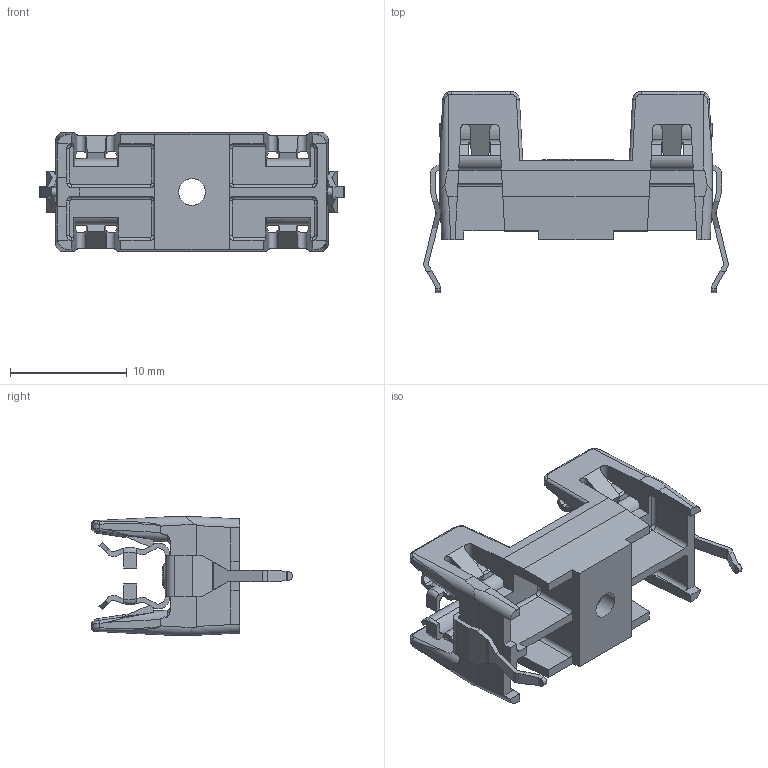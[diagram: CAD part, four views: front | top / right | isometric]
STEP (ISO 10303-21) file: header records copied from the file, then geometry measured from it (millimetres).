
FILE_DESCRIPTION(/* description */ (''),/* implementation_level */ '2;1');
FILE_NAME(/* name */ '05200101Z.stp',/* time_stamp */ '2018-01-09T15:52:44-06:00',/* author */ ('lmartinez4'),/* organization */ (''),/* preprocessor_version */ 'ST-DEVELOPER v16.5',/* originating_system */ 'Autodesk Inventor 2017',/* authorisation */ '');
FILE_SCHEMA (('AUTOMOTIVE_DESIGN { 1 0 10303 214 3 1 1 }'));
Length unit declared in the file: inch
Products named in the file (4): 05200101Z; 520101; Part1; 111509_MIR
Assembly tree (3 placements, depth 2):
  05200101Z
    520101
    Part1
    111509_MIR
Bounding box: 26.12 x 17.22 x 10.16 mm (x, y, z)
Volume: 941.6 mm3; surface area: 2086.9 mm2
Topology: 3 solids, 3 shells, 780 faces, 2173 edges, 1407 vertices
Faces by surface type: plane 400, bspline 199, cylinder 171, torus 10
Full cylindrical faces by diameter (mm): 2.222 x2, 2.286 x1, 2.565 x2, 4.826 x1
Entity records: 26697 total; most frequent: CARTESIAN_POINT 7153, ORIENTED_EDGE 4316, DIRECTION 3577, EDGE_CURVE 2158, VERTEX_POINT 1404, LINE 1345, VECTOR 1345, AXIS2_PLACEMENT_3D 1116
